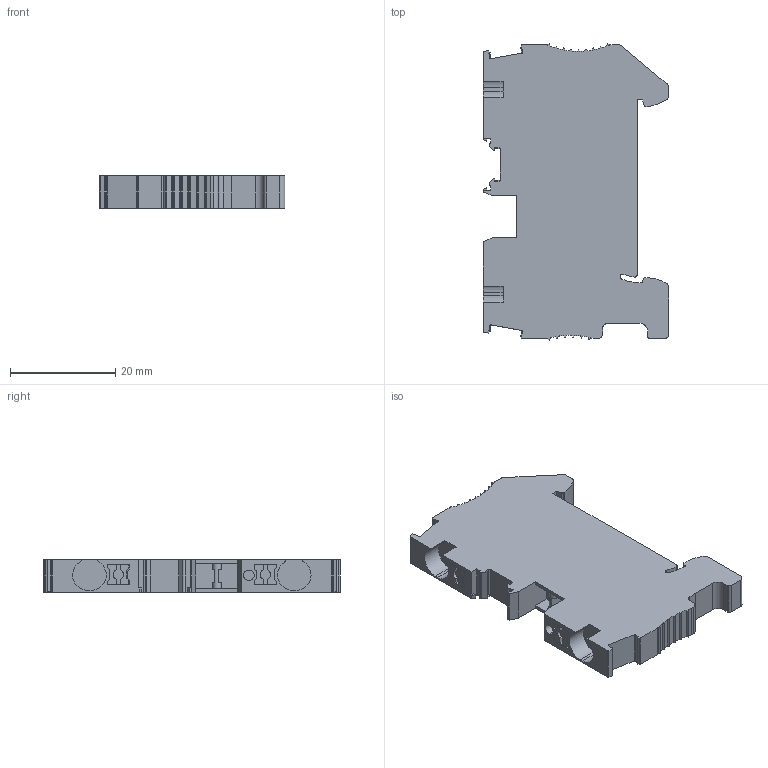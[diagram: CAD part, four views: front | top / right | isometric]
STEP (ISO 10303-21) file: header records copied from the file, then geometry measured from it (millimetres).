
FILE_DESCRIPTION( ('This file contains a STEP AP42 implementation' ,'as created by ZW3D STEP Interface translator.') ,'2;1' );
FILE_NAME( 'RPV4傷赽耀倰.stp' ,'23 6 9.155119', (''), ('ZWCAD Software Co.'), 'Version 1.0', 'ZW3D to STEP translator', '' );
FILE_SCHEMA(('AUTOMOTIVE_DESIGN { 1 0 10303 214 1 1 1 1 }'));
Length unit declared in the file: millimetre
Products named in the file (2): 0; VPR-4傷赽耀倰
Bounding box: 35.29 x 56.34 x 6.15 mm (x, y, z)
Volume: 9325.4 mm3; surface area: 5083.9 mm2
Topology: 3 solids, 3 shells, 316 faces, 911 edges, 604 vertices
Faces by surface type: plane 205, cylinder 110, bspline 1
Entity records: 10750 total; most frequent: CARTESIAN_POINT 1881, ORIENTED_EDGE 1822, DIRECTION 1760, EDGE_CURVE 911, VECTOR 668, LINE 668, VERTEX_POINT 604, AXIS2_PLACEMENT_3D 546
